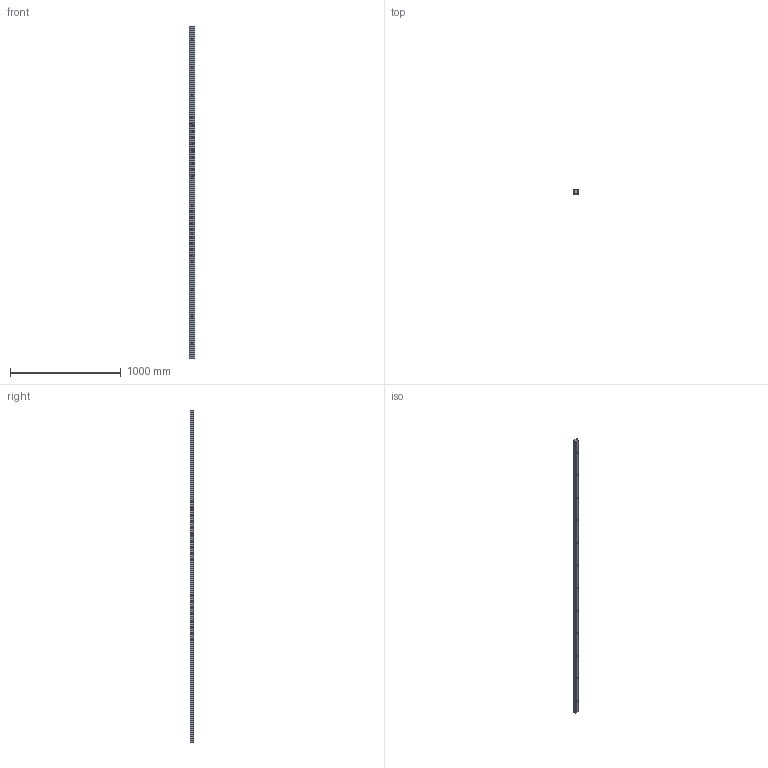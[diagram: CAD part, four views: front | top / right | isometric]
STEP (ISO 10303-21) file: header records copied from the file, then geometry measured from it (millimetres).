
FILE_DESCRIPTION (( 'STEP AP214' ), '1' );
FILE_NAME ('ELFS52.STEP', '2020-02-17T07:56:42', ( '' ), ( '' ), 'SwSTEP 2.0', 'SolidWorks 2018', '' );
FILE_SCHEMA (( 'AUTOMOTIVE_DESIGN' ));
Length unit declared in the file: millimetre
Products named in the file (1): ELFS52
Bounding box: 51.99 x 34 x 3000 mm (x, y, z)
Volume: 4005213.5 mm3; surface area: 779387.7 mm2
Topology: 3 solids, 3 shells, 111 faces, 279 edges, 186 vertices
Faces by surface type: cylinder 73, plane 38
Entity records: 4720 total; most frequent: DIRECTION 649, CARTESIAN_POINT 577, ORIENTED_EDGE 558, EDGE_CURVE 279, AXIS2_PLACEMENT_3D 258, VERTEX_POINT 186, EDGE_LOOP 147, CIRCLE 146
